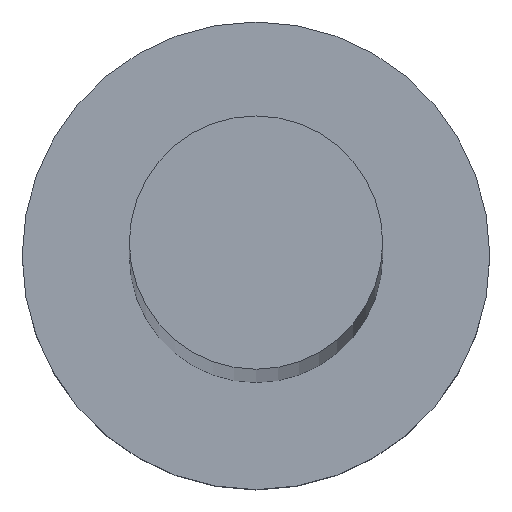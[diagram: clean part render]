
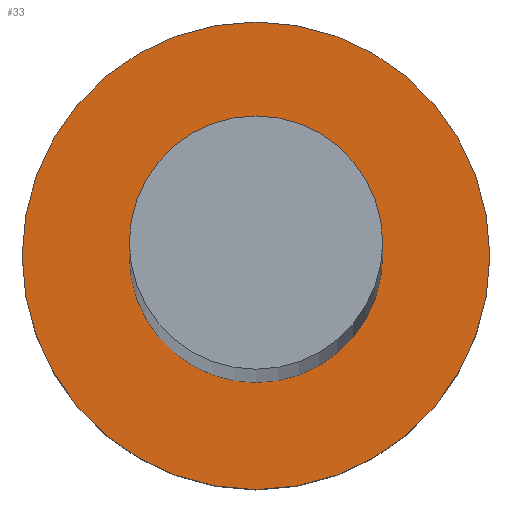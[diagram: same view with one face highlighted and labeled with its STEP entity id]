
A CAD part, top view. The second image highlights one B-rep face of the part: STEP entity #33.
In plain terms, the highlighted planar face has unit normal (0, 0, 1).
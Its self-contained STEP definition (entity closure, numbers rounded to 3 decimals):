
#5 = ORIENTED_EDGE ( 'NONE', *, *, #232, .T. ) ;
#6 = AXIS2_PLACEMENT_3D ( 'NONE', #151, #55, #34 ) ;
#7 = EDGE_CURVE ( 'NONE', #250, #227, #132, .T. ) ;
#8 = CARTESIAN_POINT ( 'NONE',  ( 0., 0., 5. ) ) ;
#17 = DIRECTION ( 'NONE',  ( 1., 0., 0. ) ) ;
#28 = VERTEX_POINT ( 'NONE', #226 ) ;
#29 = EDGE_LOOP ( 'NONE', ( #198, #143 ) ) ;
#31 = EDGE_LOOP ( 'NONE', ( #215, #5 ) ) ;
#32 = VERTEX_POINT ( 'NONE', #122 ) ;
#33 = ADVANCED_FACE ( 'NONE', ( #46, #125 ), #87, .T. ) ;
#34 = DIRECTION ( 'NONE',  ( 1., 0., 0. ) ) ;
#37 = AXIS2_PLACEMENT_3D ( 'NONE', #146, #202, #229 ) ;
#46 = FACE_BOUND ( 'NONE', #29, .T. ) ;
#48 = CIRCLE ( 'NONE', #170, 6. ) ;
#53 = CIRCLE ( 'NONE', #6, 3.25 ) ;
#55 = DIRECTION ( 'NONE',  ( 0., 0., 1. ) ) ;
#66 = EDGE_CURVE ( 'NONE', #32, #28, #115, .T. ) ;
#83 = DIRECTION ( 'NONE',  ( 1., 0., 0. ) ) ;
#87 = PLANE ( 'NONE',  #176 ) ;
#91 = CARTESIAN_POINT ( 'NONE',  ( 0., 0., 5. ) ) ;
#115 = CIRCLE ( 'NONE', #182, 3.25 ) ;
#122 = CARTESIAN_POINT ( 'NONE',  ( -3.25, 0., 5. ) ) ;
#125 = FACE_OUTER_BOUND ( 'NONE', #31, .T. ) ;
#132 = CIRCLE ( 'NONE', #37, 6. ) ;
#133 = CARTESIAN_POINT ( 'NONE',  ( -6., 0., 5. ) ) ;
#134 = DIRECTION ( 'NONE',  ( 0., 0., 1. ) ) ;
#143 = ORIENTED_EDGE ( 'NONE', *, *, #186, .F. ) ;
#146 = CARTESIAN_POINT ( 'NONE',  ( 0., 0., 5. ) ) ;
#151 = CARTESIAN_POINT ( 'NONE',  ( 0., 0., 5. ) ) ;
#170 = AXIS2_PLACEMENT_3D ( 'NONE', #91, #134, #17 ) ;
#176 = AXIS2_PLACEMENT_3D ( 'NONE', #205, #209, #222 ) ;
#182 = AXIS2_PLACEMENT_3D ( 'NONE', #8, #249, #83 ) ;
#186 = EDGE_CURVE ( 'NONE', #28, #32, #53, .T. ) ;
#198 = ORIENTED_EDGE ( 'NONE', *, *, #66, .F. ) ;
#202 = DIRECTION ( 'NONE',  ( 0., 0., 1. ) ) ;
#205 = CARTESIAN_POINT ( 'NONE',  ( 0., 0., 5. ) ) ;
#209 = DIRECTION ( 'NONE',  ( 0., 0., 1. ) ) ;
#215 = ORIENTED_EDGE ( 'NONE', *, *, #7, .T. ) ;
#222 = DIRECTION ( 'NONE',  ( 1., 0., 0. ) ) ;
#226 = CARTESIAN_POINT ( 'NONE',  ( 3.25, 0., 5. ) ) ;
#227 = VERTEX_POINT ( 'NONE', #236 ) ;
#229 = DIRECTION ( 'NONE',  ( 1., 0., 0. ) ) ;
#232 = EDGE_CURVE ( 'NONE', #227, #250, #48, .T. ) ;
#236 = CARTESIAN_POINT ( 'NONE',  ( 6., 0., 5. ) ) ;
#249 = DIRECTION ( 'NONE',  ( 0., 0., 1. ) ) ;
#250 = VERTEX_POINT ( 'NONE', #133 ) ;
